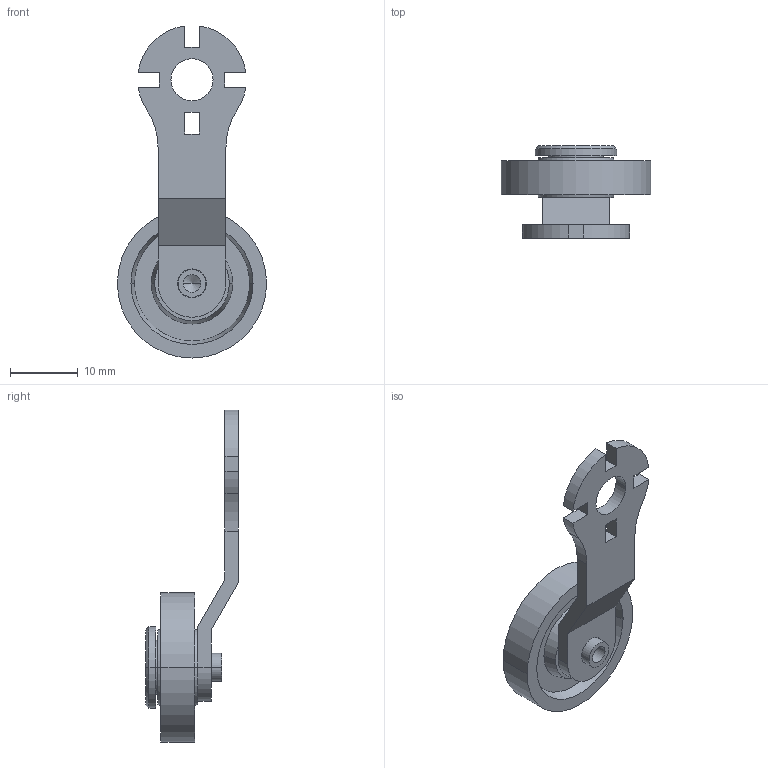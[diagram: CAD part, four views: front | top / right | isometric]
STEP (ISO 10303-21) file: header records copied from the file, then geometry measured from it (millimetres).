
FILE_DESCRIPTION(('STEP AP242'),'1');
FILE_NAME('zcky31.stp','2021-06-02T14:59:23',('TraceParts'),('TraceParts S.A.'),'Spatial InterOp 3D',' ',' ');
FILE_SCHEMA(('AP242_MANAGED_MODEL_BASED_3D_ENGINEERING_MIM_LF {1 0 10303 442 1 1 4}'));
Length unit declared in the file: millimetre
Products named in the file (1): zcky31_1
Bounding box: 22 x 13.7 x 48.92 mm (x, y, z)
Volume: 2596.6 mm3; surface area: 3023.1 mm2
Topology: 3 solids, 3 shells, 72 faces, 170 edges, 111 vertices
Faces by surface type: plane 33, cylinder 27, cone 12
Entity records: 2119 total; most frequent: DIRECTION 390, CARTESIAN_POINT 354, ORIENTED_EDGE 336, EDGE_CURVE 168, AXIS2_PLACEMENT_3D 147, VERTEX_POINT 111, LINE 96, VECTOR 96
